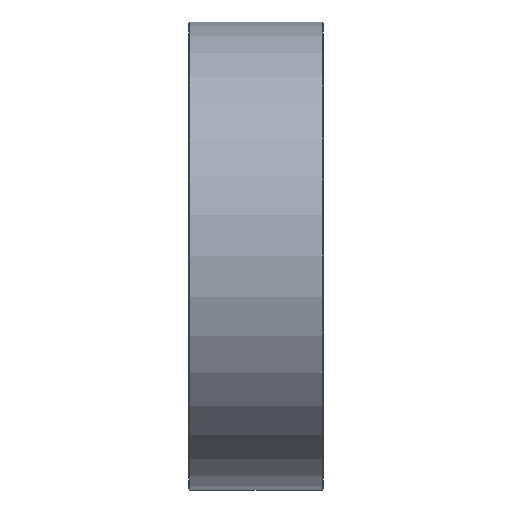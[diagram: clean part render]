
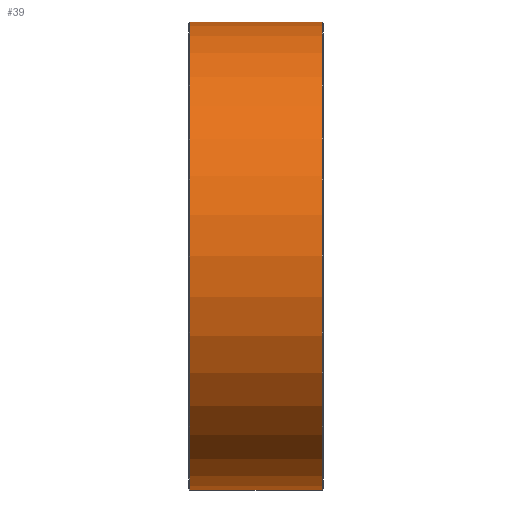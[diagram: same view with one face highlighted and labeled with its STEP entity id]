
A CAD part, front view. The second image highlights one B-rep face of the part: STEP entity #39.
In plain terms, the highlighted cylindrical face has radius 100 mm (diameter 200 mm), a full revolution.
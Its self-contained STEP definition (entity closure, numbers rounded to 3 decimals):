
#39=ADVANCED_FACE('',(#86,#87,#88),#89,.T.);
#86=FACE_OUTER_BOUND('',#167,.T.);
#87=FACE_OUTER_BOUND('',#168,.T.);
#88=FACE_BOUND('',#169,.T.);
#89=CYLINDRICAL_SURFACE('',#170,100.0);
#167=EDGE_LOOP('',(#242));
#168=EDGE_LOOP('',(#243));
#169=EDGE_LOOP('',(#244));
#170=AXIS2_PLACEMENT_3D('',#245,#246,#247);
#242=ORIENTED_EDGE('',*,*,#346,.T.);
#243=ORIENTED_EDGE('',*,*,#347,.T.);
#244=ORIENTED_EDGE('',*,*,#348,.T.);
#245=CARTESIAN_POINT('',(0.0,0.0,0.0));
#246=DIRECTION('',(-1.0,0.0,0.0));
#247=DIRECTION('',(0.0,0.0,1.0));
#346=EDGE_CURVE('',#383,#383,#384,.T.);
#347=EDGE_CURVE('',#385,#385,#386,.T.);
#348=EDGE_CURVE('',#387,#387,#388,.T.);
#383=VERTEX_POINT('',#442);
#384=CIRCLE('',#443,100.0);
#385=VERTEX_POINT('',#444);
#386=CIRCLE('',#445,100.0);
#387=VERTEX_POINT('',#446);
#388=B_SPLINE_CURVE_WITH_KNOTS('',3,(#447,#448,#449,#450,#451,#452,#453,#454,#455,#456,#457,#458,#459,#460,#461,#462,#463,#464,#465,#466,#467,#468,#469,#470,#471,#472,#473,#474,#475,#476,#477,#478,#479,#480,#481,#482,#483,#484,#485,#486,#487,#488,#489,#490,#491,#492,#493,#494,#495,#496,#497,#498,#499,#500,#501,#502,#503,#504,#505,#506,#507,#508,#509,#510,#511,#512,#513,#514,#515,#516,#517,#518,#519,#520,#521,#522,#523,#524,#525,#526,#527,#528,#529),.UNSPECIFIED.,.T.,.F.,(2,2,2,2,2,2,2,2,2,1,2,2,2,2,2,2,2,2,2,2,2,2,2,2,2,2,2,2,2,2,2,2,2,2,2,2,2,2,2,2,2,2,2,2),(-0.001,0.0,0.001,0.002,0.002,0.004,0.005,0.006,0.006,0.007,0.008,0.008,0.009,0.011,0.012,0.012,0.013,0.014,0.015,0.016,0.016,0.018,0.019,0.02,0.021,0.021,0.022,0.023,0.025,0.026,0.026,0.027,0.028,0.029,0.03,0.03,0.032,0.033,0.034,0.035,0.035,0.036,0.038,0.039),.UNSPECIFIED.);
#442=CARTESIAN_POINT('',(116.5,0.0,100.0));
#443=AXIS2_PLACEMENT_3D('',#664,#665,#666);
#444=CARTESIAN_POINT('',(60.0,0.0,-100.0));
#445=AXIS2_PLACEMENT_3D('',#667,#668,#669);
#446=CARTESIAN_POINT('',(109.25,86.603,-50.0));
#447=CARTESIAN_POINT('',(109.25,86.404,-50.343));
#448=CARTESIAN_POINT('',(109.25,86.801,-49.657));
#449=CARTESIAN_POINT('',(109.211,86.994,-49.318));
#450=CARTESIAN_POINT('',(109.097,87.275,-48.816));
#451=CARTESIAN_POINT('',(109.049,87.368,-48.65));
#452=CARTESIAN_POINT('',(108.935,87.551,-48.321));
#453=CARTESIAN_POINT('',(108.868,87.641,-48.156));
#454=CARTESIAN_POINT('',(108.642,87.903,-47.678));
#455=CARTESIAN_POINT('',(108.458,88.067,-47.375));
#456=CARTESIAN_POINT('',(108.022,88.374,-46.799));
#457=CARTESIAN_POINT('',(107.769,88.518,-46.526));
#458=CARTESIAN_POINT('',(107.216,88.774,-46.035));
#459=CARTESIAN_POINT('',(106.914,88.888,-45.814));
#460=CARTESIAN_POINT('',(106.422,89.039,-45.521));
#461=CARTESIAN_POINT('',(106.251,89.085,-45.43));
#462=CARTESIAN_POINT('',(105.905,89.169,-45.265));
#463=CARTESIAN_POINT('',(105.551,89.245,-45.115));
#464=CARTESIAN_POINT('',(105.183,89.304,-44.997));
#465=CARTESIAN_POINT('',(104.807,89.356,-44.895));
#466=CARTESIAN_POINT('',(104.615,89.377,-44.852));
#467=CARTESIAN_POINT('',(104.034,89.429,-44.748));
#468=CARTESIAN_POINT('',(103.645,89.446,-44.714));
#469=CARTESIAN_POINT('',(102.862,89.447,-44.714));
#470=CARTESIAN_POINT('',(102.464,89.429,-44.748));
#471=CARTESIAN_POINT('',(101.695,89.36,-44.886));
#472=CARTESIAN_POINT('',(101.321,89.31,-44.987));
#473=CARTESIAN_POINT('',(100.776,89.208,-45.188));
#474=CARTESIAN_POINT('',(100.596,89.169,-45.264));
#475=CARTESIAN_POINT('',(100.248,89.085,-45.43));
#476=CARTESIAN_POINT('',(100.08,89.039,-45.52));
#477=CARTESIAN_POINT('',(99.593,88.89,-45.81));
#478=CARTESIAN_POINT('',(99.29,88.776,-46.031));
#479=CARTESIAN_POINT('',(98.729,88.517,-46.527));
#480=CARTESIAN_POINT('',(98.481,88.376,-46.796));
#481=CARTESIAN_POINT('',(98.155,88.146,-47.226));
#482=CARTESIAN_POINT('',(98.054,88.067,-47.374));
#483=CARTESIAN_POINT('',(97.868,87.902,-47.679));
#484=CARTESIAN_POINT('',(97.783,87.816,-47.837));
#485=CARTESIAN_POINT('',(97.557,87.554,-48.316));
#486=CARTESIAN_POINT('',(97.443,87.373,-48.643));
#487=CARTESIAN_POINT('',(97.29,86.996,-49.313));
#488=CARTESIAN_POINT('',(97.25,86.799,-49.659));
#489=CARTESIAN_POINT('',(97.25,86.408,-50.337));
#490=CARTESIAN_POINT('',(97.288,86.211,-50.673));
#491=CARTESIAN_POINT('',(97.403,85.915,-51.172));
#492=CARTESIAN_POINT('',(97.451,85.816,-51.338));
#493=CARTESIAN_POINT('',(97.565,85.623,-51.66));
#494=CARTESIAN_POINT('',(97.631,85.527,-51.818));
#495=CARTESIAN_POINT('',(97.855,85.246,-52.281));
#496=CARTESIAN_POINT('',(98.04,85.063,-52.578));
#497=CARTESIAN_POINT('',(98.479,84.715,-53.136));
#498=CARTESIAN_POINT('',(98.727,84.554,-53.392));
#499=CARTESIAN_POINT('',(99.28,84.257,-53.86));
#500=CARTESIAN_POINT('',(99.588,84.12,-54.073));
#501=CARTESIAN_POINT('',(100.24,83.883,-54.44));
#502=CARTESIAN_POINT('',(100.584,83.782,-54.595));
#503=CARTESIAN_POINT('',(101.129,83.658,-54.785));
#504=CARTESIAN_POINT('',(101.316,83.621,-54.841));
#505=CARTESIAN_POINT('',(101.693,83.558,-54.937));
#506=CARTESIAN_POINT('',(101.883,83.532,-54.977));
#507=CARTESIAN_POINT('',(102.459,83.468,-55.073));
#508=CARTESIAN_POINT('',(102.848,83.447,-55.106));
#509=CARTESIAN_POINT('',(103.64,83.446,-55.106));
#510=CARTESIAN_POINT('',(104.031,83.468,-55.074));
#511=CARTESIAN_POINT('',(104.606,83.53,-54.979));
#512=CARTESIAN_POINT('',(104.796,83.556,-54.939));
#513=CARTESIAN_POINT('',(105.173,83.619,-54.844));
#514=CARTESIAN_POINT('',(105.361,83.656,-54.788));
#515=CARTESIAN_POINT('',(105.906,83.779,-54.599));
#516=CARTESIAN_POINT('',(106.251,83.88,-54.444));
#517=CARTESIAN_POINT('',(106.903,84.116,-54.079));
#518=CARTESIAN_POINT('',(107.212,84.253,-53.866));
#519=CARTESIAN_POINT('',(107.766,84.55,-53.398));
#520=CARTESIAN_POINT('',(108.015,84.711,-53.143));
#521=CARTESIAN_POINT('',(108.344,84.971,-52.726));
#522=CARTESIAN_POINT('',(108.446,85.06,-52.581));
#523=CARTESIAN_POINT('',(108.632,85.242,-52.286));
#524=CARTESIAN_POINT('',(108.716,85.335,-52.135));
#525=CARTESIAN_POINT('',(108.941,85.616,-51.672));
#526=CARTESIAN_POINT('',(109.056,85.81,-51.35));
#527=CARTESIAN_POINT('',(109.211,86.206,-50.682));
#528=CARTESIAN_POINT('',(109.25,86.404,-50.343));
#529=CARTESIAN_POINT('',(109.25,86.801,-49.657));
#664=CARTESIAN_POINT('',(116.5,0.0,0.0));
#665=DIRECTION('',(-1.0,0.0,0.0));
#666=DIRECTION('',(0.0,0.0,1.0));
#667=CARTESIAN_POINT('',(60.0,0.0,0.0));
#668=DIRECTION('',(1.0,0.0,0.0));
#669=DIRECTION('',(0.0,0.0,-1.0));
